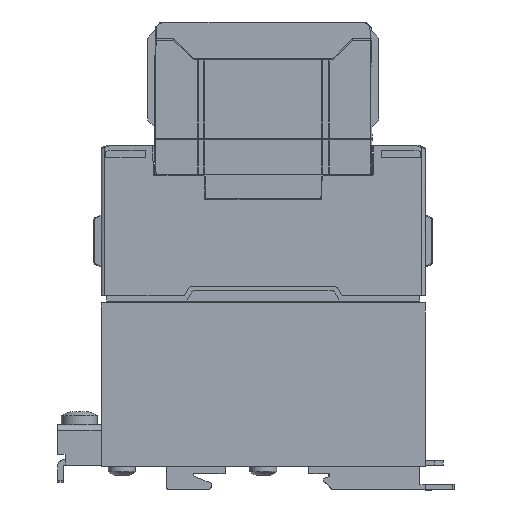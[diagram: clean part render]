
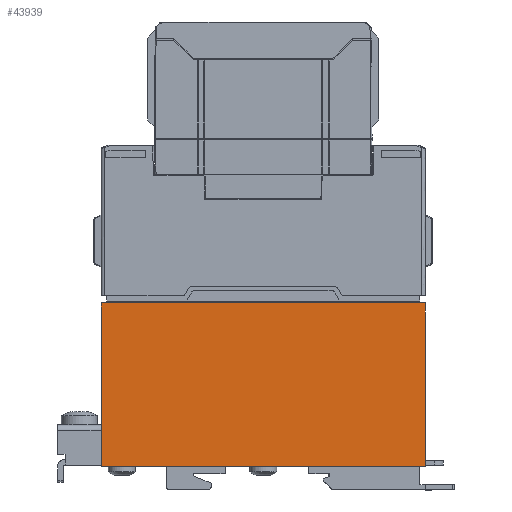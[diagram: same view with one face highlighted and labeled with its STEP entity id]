
A CAD part, left-side view. The second image highlights one B-rep face of the part: STEP entity #43939.
In plain terms, the highlighted planar face has unit normal (-1, 0, 0).
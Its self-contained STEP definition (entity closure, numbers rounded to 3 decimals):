
#40436=CARTESIAN_POINT('',(-8.85,45.,12.309));
#40437=VERTEX_POINT('',#40436);
#40438=CARTESIAN_POINT('',(-8.85,45.,2.4));
#40439=VERTEX_POINT('',#40438);
#40440=CARTESIAN_POINT('',(-8.85,45.,12.309));
#40441=DIRECTION('',(0.,0.,-1.0));
#40442=VECTOR('',#40441,9.909);
#40443=LINE('',#40440,#40442);
#40444=EDGE_CURVE('',#40437,#40439,#40443,.T.);
#43201=CARTESIAN_POINT('',(-8.85,45.,2.1));
#43202=VERTEX_POINT('',#43201);
#43209=CARTESIAN_POINT('',(-8.85,45.,2.4));
#43210=DIRECTION('',(0.,0.,-1.0));
#43211=VECTOR('',#43210,0.3);
#43212=LINE('',#43209,#43211);
#43213=EDGE_CURVE('',#40439,#43202,#43212,.T.);
#43353=CARTESIAN_POINT('',(-8.85,45.,47.4));
#43354=VERTEX_POINT('',#43353);
#43355=CARTESIAN_POINT('',(-8.85,45.,47.4));
#43356=DIRECTION('',(0.,0.,-1.0));
#43357=VECTOR('',#43356,35.091);
#43358=LINE('',#43355,#43357);
#43359=EDGE_CURVE('',#43354,#40437,#43358,.T.);
#43907=CARTESIAN_POINT('',(-8.85,-45.,47.4));
#43908=DIRECTION('',(-1.0,0.,0.));
#43909=DIRECTION('',(0.0,-1.0,0.0));
#43910=AXIS2_PLACEMENT_3D('',#43907,#43908,#43909);
#43911=PLANE('',#43910);
#43912=ORIENTED_EDGE('',*,*,#43359,.T.);
#43913=ORIENTED_EDGE('',*,*,#40444,.T.);
#43914=ORIENTED_EDGE('',*,*,#43213,.T.);
#43915=CARTESIAN_POINT('',(-8.85,-45.,2.1));
#43916=VERTEX_POINT('',#43915);
#43917=CARTESIAN_POINT('',(-8.85,-45.,2.1));
#43918=DIRECTION('',(0.0,1.0,0.0));
#43919=VECTOR('',#43918,90.0);
#43920=LINE('',#43917,#43919);
#43921=EDGE_CURVE('',#43916,#43202,#43920,.T.);
#43922=ORIENTED_EDGE('',*,*,#43921,.F.);
#43923=CARTESIAN_POINT('',(-8.85,-45.,47.4));
#43924=VERTEX_POINT('',#43923);
#43925=CARTESIAN_POINT('',(-8.85,-45.,2.1));
#43926=DIRECTION('',(0.,0.,1.0));
#43927=VECTOR('',#43926,45.3);
#43928=LINE('',#43925,#43927);
#43929=EDGE_CURVE('',#43916,#43924,#43928,.T.);
#43930=ORIENTED_EDGE('',*,*,#43929,.T.);
#43931=CARTESIAN_POINT('',(-8.85,-45.,47.4));
#43932=DIRECTION('',(0.0,1.0,0.0));
#43933=VECTOR('',#43932,90.0);
#43934=LINE('',#43931,#43933);
#43935=EDGE_CURVE('',#43924,#43354,#43934,.T.);
#43936=ORIENTED_EDGE('',*,*,#43935,.T.);
#43937=EDGE_LOOP('',(#43912,#43913,#43914,#43922,#43930,#43936));
#43938=FACE_OUTER_BOUND('',#43937,.T.);
#43939=ADVANCED_FACE('',(#43938),#43911,.T.);
